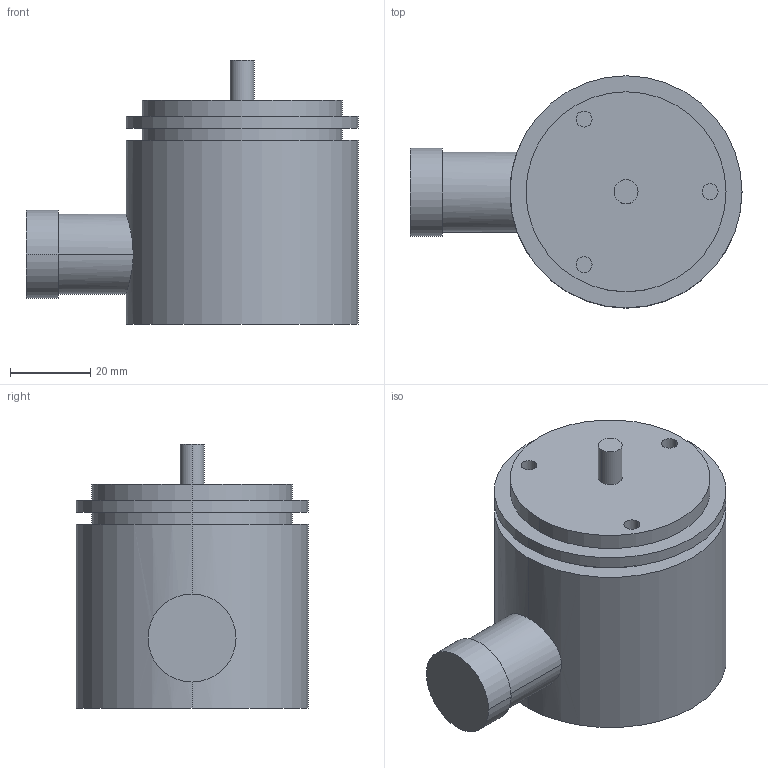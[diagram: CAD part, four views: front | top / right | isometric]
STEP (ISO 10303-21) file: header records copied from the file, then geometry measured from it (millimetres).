
FILE_DESCRIPTION((''),'2;1');
FILE_NAME('08','2011-01-03T',('Ingenieurbuero Eiseler'),('Pepperl+Fuchs'),'PRO/ENGINEER BY PARAMETRIC TECHNOLOGY CORPORATION, 2009440','PRO/ENGINEER BY PARAMETRIC TECHNOLOGY CORPORATION, 2009440','');
FILE_SCHEMA(('CONFIG_CONTROL_DESIGN'));
Length unit declared in the file: millimetre
Products named in the file (1): 08
Bounding box: 83 x 58 x 66 mm (x, y, z)
Volume: 151819.9 mm3; surface area: 18849.8 mm2
Topology: 1 solids, 1 shells, 31 faces, 63 edges, 42 vertices
Faces by surface type: cylinder 20, plane 11
Entity records: 1405 total; most frequent: CARTESIAN_POINT 176, DIRECTION 159, ORIENTED_EDGE 126, PRESENTATION_STYLE_ASSIGNMENT 89, AXIS2_PLACEMENT_3D 69, STYLED_ITEM 64, CURVE_STYLE 63, EDGE_CURVE 63
